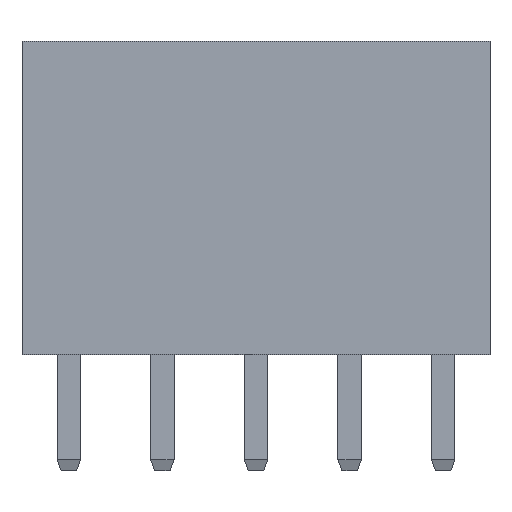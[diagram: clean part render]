
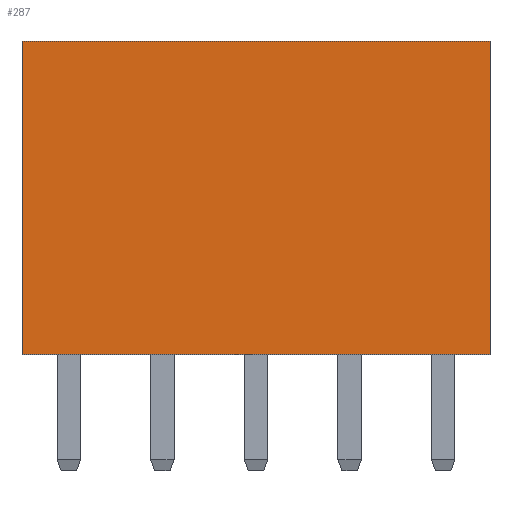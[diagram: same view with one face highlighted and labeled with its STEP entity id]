
A CAD part, top view. The second image highlights one B-rep face of the part: STEP entity #287.
In plain terms, the highlighted planar face has unit normal (0, 0, 1).
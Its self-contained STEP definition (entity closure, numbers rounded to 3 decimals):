
#214 = ORIENTED_EDGE ( 'NONE', *, *, #215, .F. ) ;
#215 = EDGE_CURVE ( 'NONE', #216, #292, #2198, .T. ) ;
#216 = VERTEX_POINT ( 'NONE', #2191 ) ;
#217 = ORIENTED_EDGE ( 'NONE', *, *, #218, .F. ) ;
#218 = EDGE_CURVE ( 'NONE', #219, #216, #2190, .T. ) ;
#219 = VERTEX_POINT ( 'NONE', #2251 ) ;
#220 = ORIENTED_EDGE ( 'NONE', *, *, #272, .T. ) ;
#272 = EDGE_CURVE ( 'NONE', #219, #291, #2303, .T. ) ;
#287 = ADVANCED_FACE ( 'NONE', ( #2376 ), #2375, .F. ) ;
#288 = EDGE_LOOP ( 'NONE', ( #289, #214, #217, #220 ) ) ;
#289 = ORIENTED_EDGE ( 'NONE', *, *, #290, .T. ) ;
#290 = EDGE_CURVE ( 'NONE', #291, #292, #2370, .T. ) ;
#291 = VERTEX_POINT ( 'NONE', #2366 ) ;
#292 = VERTEX_POINT ( 'NONE', #2365 ) ;
#2187 = DIRECTION ( 'NONE',  ( 1., 0., 0. ) ) ;
#2188 = VECTOR ( 'NONE', #2187, 1000. ) ;
#2189 = CARTESIAN_POINT ( 'NONE',  ( -1.27, 8.5, 1.27 ) ) ;
#2190 = LINE ( 'NONE', #2189, #2188 ) ;
#2191 = CARTESIAN_POINT ( 'NONE',  ( 1.27, 8.5, 1.27 ) ) ;
#2192 = DIRECTION ( 'NONE',  ( 0., -1., 0. ) ) ;
#2193 = VECTOR ( 'NONE', #2192, 1000. ) ;
#2194 = CARTESIAN_POINT ( 'NONE',  ( 1.27, 8.5, 1.27 ) ) ;
#2198 = LINE ( 'NONE', #2194, #2193 ) ;
#2251 = CARTESIAN_POINT ( 'NONE',  ( -11.43, 8.5, 1.27 ) ) ;
#2300 = DIRECTION ( 'NONE',  ( 0., -1., 0. ) ) ;
#2301 = VECTOR ( 'NONE', #2300, 1000. ) ;
#2302 = CARTESIAN_POINT ( 'NONE',  ( -11.43, 8.5, 1.27 ) ) ;
#2303 = LINE ( 'NONE', #2302, #2301 ) ;
#2365 = CARTESIAN_POINT ( 'NONE',  ( 1.27, 0., 1.27 ) ) ;
#2366 = CARTESIAN_POINT ( 'NONE',  ( -11.43, 0., 1.27 ) ) ;
#2367 = DIRECTION ( 'NONE',  ( 1., 0., 0. ) ) ;
#2368 = VECTOR ( 'NONE', #2367, 1000. ) ;
#2369 = CARTESIAN_POINT ( 'NONE',  ( -1.27, 0., 1.27 ) ) ;
#2370 = LINE ( 'NONE', #2369, #2368 ) ;
#2371 = DIRECTION ( 'NONE',  ( -1., 0., 0. ) ) ;
#2372 = DIRECTION ( 'NONE',  ( 0., 0., -1. ) ) ;
#2373 = CARTESIAN_POINT ( 'NONE',  ( -1.27, 8.5, 1.27 ) ) ;
#2374 = AXIS2_PLACEMENT_3D ( 'NONE', #2373, #2372, #2371 ) ;
#2375 = PLANE ( 'NONE',  #2374 ) ;
#2376 = FACE_OUTER_BOUND ( 'NONE', #288, .T. ) ;
